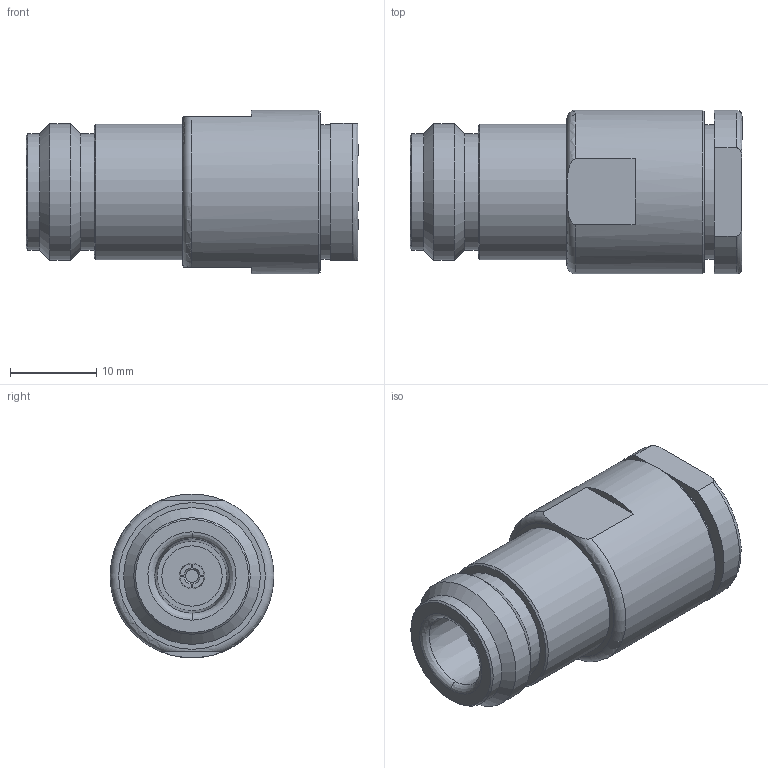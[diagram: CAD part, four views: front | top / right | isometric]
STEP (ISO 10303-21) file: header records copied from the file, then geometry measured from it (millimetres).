
FILE_DESCRIPTION (( 'STEP AP203' ), '1' );
FILE_NAME ('R162.217.000B.STEP', '2012-04-02T03:25:04', ( 'Radiall' ), ( 'Radiall' ), 'SwSTEP 2.0', 'SolidWorks 2011', '' );
FILE_SCHEMA (( 'CONFIG_CONTROL_DESIGN' ));
Length unit declared in the file: millimetre
Products named in the file (1): R162.217.000B
Bounding box: 38.5 x 19 x 19 mm (x, y, z)
Volume: 6526.5 mm3; surface area: 3774.1 mm2
Topology: 1 solids, 1 shells, 70 faces, 155 edges, 101 vertices
Faces by surface type: plane 26, cone 25, cylinder 13, bspline 4, torus 2
Full cylindrical faces by diameter (mm): 2.44 x1, 7 x1, 11.12 x1, 11.2 x1, 13.5 x2, 15.6 x1, 15.75 x1, 15.84 x1, 16.45 x1, 19 x1
Entity records: 2317 total; most frequent: CARTESIAN_POINT 868, DIRECTION 276, ORIENTED_EDGE 252, AXIS2_PLACEMENT_3D 127, EDGE_CURVE 126, EDGE_LOOP 106, VERTEX_POINT 94, FACE_OUTER_BOUND 83
